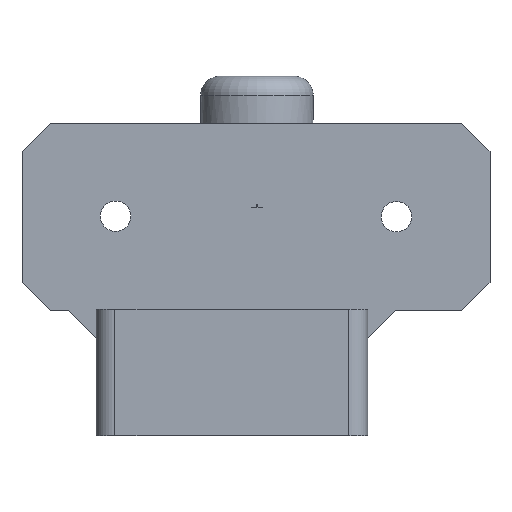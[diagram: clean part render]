
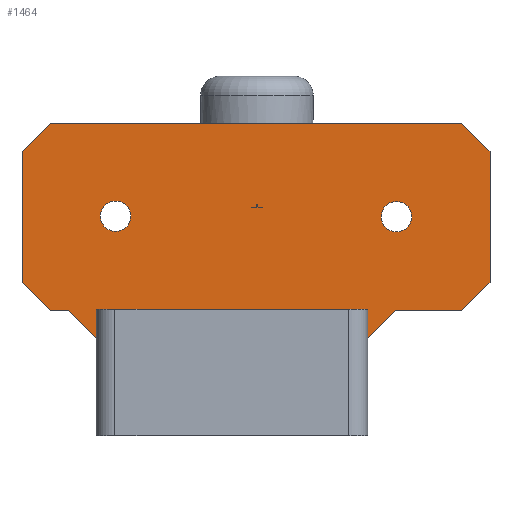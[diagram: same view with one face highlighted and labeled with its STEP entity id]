
A CAD part, left-side view. The second image highlights one B-rep face of the part: STEP entity #1464.
In plain terms, the highlighted planar face has unit normal (-1, 0, 0).
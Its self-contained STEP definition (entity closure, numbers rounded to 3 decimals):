
#22=FACE_BOUND('',#264,.T.);
#23=FACE_BOUND('',#265,.T.);
#87=CIRCLE('',#1601,1.625);
#88=CIRCLE('',#1602,1.625);
#174=FACE_OUTER_BOUND('',#263,.T.);
#263=EDGE_LOOP('',(#1246,#1247,#1248,#1249,#1250,#1251,#1252,#1253,#1254,
#1255,#1256,#1257,#1258,#1259,#1260,#1261,#1262,#1263,#1264));
#264=EDGE_LOOP('',(#1265));
#265=EDGE_LOOP('',(#1266));
#306=LINE('',#2111,#458);
#308=LINE('',#2116,#460);
#310=LINE('',#2120,#462);
#312=LINE('',#2124,#464);
#314=LINE('',#2128,#466);
#316=LINE('',#2132,#468);
#338=LINE('',#2191,#490);
#341=LINE('',#2196,#493);
#343=LINE('',#2200,#495);
#345=LINE('',#2204,#497);
#347=LINE('',#2208,#499);
#348=LINE('',#2212,#500);
#369=LINE('',#2261,#521);
#374=LINE('',#2276,#526);
#404=LINE('',#2376,#556);
#406=LINE('',#2380,#558);
#425=LINE('',#2435,#577);
#426=LINE('',#2437,#578);
#427=LINE('',#2438,#579);
#458=VECTOR('',#1671,10.);
#460=VECTOR('',#1677,10.);
#462=VECTOR('',#1681,10.);
#464=VECTOR('',#1685,10.);
#466=VECTOR('',#1689,10.);
#468=VECTOR('',#1693,10.);
#490=VECTOR('',#1735,10.);
#493=VECTOR('',#1740,10.);
#495=VECTOR('',#1744,10.);
#497=VECTOR('',#1748,10.);
#499=VECTOR('',#1752,10.);
#500=VECTOR('',#1757,10.);
#521=VECTOR('',#1798,10.);
#526=VECTOR('',#1815,10.);
#556=VECTOR('',#1909,10.);
#558=VECTOR('',#1913,10.);
#577=VECTOR('',#1984,10.);
#578=VECTOR('',#1987,10.);
#579=VECTOR('',#1988,10.);
#606=VERTEX_POINT('',#2108);
#607=VERTEX_POINT('',#2110);
#608=VERTEX_POINT('',#2114);
#609=VERTEX_POINT('',#2118);
#610=VERTEX_POINT('',#2122);
#611=VERTEX_POINT('',#2126);
#612=VERTEX_POINT('',#2130);
#630=VERTEX_POINT('',#2188);
#631=VERTEX_POINT('',#2190);
#632=VERTEX_POINT('',#2194);
#633=VERTEX_POINT('',#2198);
#634=VERTEX_POINT('',#2202);
#635=VERTEX_POINT('',#2206);
#636=VERTEX_POINT('',#2210);
#654=VERTEX_POINT('',#2259);
#658=VERTEX_POINT('',#2275);
#695=VERTEX_POINT('',#2373);
#696=VERTEX_POINT('',#2375);
#708=VERTEX_POINT('',#2439);
#709=VERTEX_POINT('',#2441);
#743=EDGE_CURVE('',#606,#607,#306,.T.);
#746=EDGE_CURVE('',#608,#606,#308,.T.);
#748=EDGE_CURVE('',#609,#608,#310,.T.);
#750=EDGE_CURVE('',#610,#609,#312,.T.);
#752=EDGE_CURVE('',#611,#610,#314,.T.);
#754=EDGE_CURVE('',#612,#611,#316,.T.);
#779=EDGE_CURVE('',#630,#631,#338,.T.);
#782=EDGE_CURVE('',#632,#630,#341,.T.);
#784=EDGE_CURVE('',#633,#632,#343,.T.);
#786=EDGE_CURVE('',#633,#634,#345,.T.);
#788=EDGE_CURVE('',#635,#634,#347,.T.);
#790=EDGE_CURVE('',#636,#635,#348,.T.);
#815=EDGE_CURVE('',#612,#654,#369,.T.);
#822=EDGE_CURVE('',#658,#631,#374,.T.);
#872=EDGE_CURVE('',#695,#696,#404,.T.);
#875=EDGE_CURVE('',#695,#696,#406,.T.);
#900=EDGE_CURVE('',#654,#658,#425,.T.);
#901=EDGE_CURVE('',#636,#696,#426,.T.);
#902=EDGE_CURVE('',#696,#607,#427,.T.);
#903=EDGE_CURVE('',#708,#708,#87,.T.);
#904=EDGE_CURVE('',#709,#709,#88,.T.);
#1246=ORIENTED_EDGE('',*,*,#815,.T.);
#1247=ORIENTED_EDGE('',*,*,#900,.T.);
#1248=ORIENTED_EDGE('',*,*,#822,.T.);
#1249=ORIENTED_EDGE('',*,*,#779,.F.);
#1250=ORIENTED_EDGE('',*,*,#782,.F.);
#1251=ORIENTED_EDGE('',*,*,#784,.F.);
#1252=ORIENTED_EDGE('',*,*,#786,.T.);
#1253=ORIENTED_EDGE('',*,*,#788,.F.);
#1254=ORIENTED_EDGE('',*,*,#790,.F.);
#1255=ORIENTED_EDGE('',*,*,#901,.T.);
#1256=ORIENTED_EDGE('',*,*,#872,.F.);
#1257=ORIENTED_EDGE('',*,*,#875,.T.);
#1258=ORIENTED_EDGE('',*,*,#902,.T.);
#1259=ORIENTED_EDGE('',*,*,#743,.F.);
#1260=ORIENTED_EDGE('',*,*,#746,.F.);
#1261=ORIENTED_EDGE('',*,*,#748,.F.);
#1262=ORIENTED_EDGE('',*,*,#750,.F.);
#1263=ORIENTED_EDGE('',*,*,#752,.F.);
#1264=ORIENTED_EDGE('',*,*,#754,.F.);
#1265=ORIENTED_EDGE('',*,*,#903,.F.);
#1266=ORIENTED_EDGE('',*,*,#904,.F.);
#1389=PLANE('',#1600);
#1464=ADVANCED_FACE('',(#174,#22,#23),#1389,.F.);
#1600=AXIS2_PLACEMENT_3D('',#2436,#1985,#1986);
#1601=AXIS2_PLACEMENT_3D('',#2440,#1989,#1990);
#1602=AXIS2_PLACEMENT_3D('',#2442,#1991,#1992);
#1671=DIRECTION('',(0.,-1.,0.));
#1677=DIRECTION('',(0.,-0.707,0.707));
#1681=DIRECTION('',(0.,0.,1.));
#1685=DIRECTION('',(0.,0.707,0.707));
#1689=DIRECTION('',(0.,1.,0.));
#1693=DIRECTION('',(0.,0.707,0.707));
#1735=DIRECTION('',(0.,0.707,-0.707));
#1740=DIRECTION('',(0.,1.,0.));
#1744=DIRECTION('',(0.,0.707,-0.707));
#1748=DIRECTION('',(0.,0.,1.));
#1752=DIRECTION('',(0.,-0.707,-0.707));
#1757=DIRECTION('',(0.,-1.,0.));
#1798=DIRECTION('',(0.,0.,1.));
#1815=DIRECTION('',(0.,0.,-1.));
#1909=DIRECTION('',(0.,0.,1.));
#1913=DIRECTION('',(0.,0.,1.));
#1984=DIRECTION('',(0.,-1.,0.));
#1985=DIRECTION('center_axis',(1.,0.,0.));
#1986=DIRECTION('ref_axis',(0.,1.,0.));
#1987=DIRECTION('',(0.,1.,0.));
#1988=DIRECTION('',(0.,1.,0.));
#1989=DIRECTION('center_axis',(-1.,0.,0.));
#1990=DIRECTION('ref_axis',(0.,1.,0.));
#1991=DIRECTION('center_axis',(-1.,0.,0.));
#1992=DIRECTION('ref_axis',(0.,1.,0.));
#2108=CARTESIAN_POINT('',(5.,37.,20.));
#2110=CARTESIAN_POINT('',(5.,19.773,20.));
#2111=CARTESIAN_POINT('',(5.,40.,20.));
#2114=CARTESIAN_POINT('',(5.,40.,17.));
#2116=CARTESIAN_POINT('',(5.,34.75,22.25));
#2118=CARTESIAN_POINT('',(5.,40.,3.));
#2120=CARTESIAN_POINT('',(5.,40.,0.));
#2122=CARTESIAN_POINT('',(5.,37.,0.));
#2124=CARTESIAN_POINT('',(5.,34.75,-2.25));
#2126=CARTESIAN_POINT('',(5.,35.074,0.));
#2128=CARTESIAN_POINT('',(5.,0.,0.));
#2130=CARTESIAN_POINT('',(5.,32.074,-3.));
#2132=CARTESIAN_POINT('',(5.,31.805,-3.268));
#2188=CARTESIAN_POINT('',(5.,0.076,0.));
#2190=CARTESIAN_POINT('',(5.,3.076,-3.));
#2191=CARTESIAN_POINT('',(5.,2.057,-1.981));
#2194=CARTESIAN_POINT('',(5.,-7.,0.));
#2196=CARTESIAN_POINT('',(5.,0.,0.));
#2198=CARTESIAN_POINT('',(5.,-10.,3.));
#2200=CARTESIAN_POINT('',(5.,-4.75,-2.25));
#2202=CARTESIAN_POINT('',(5.,-10.,17.));
#2204=CARTESIAN_POINT('',(5.,-10.,0.));
#2206=CARTESIAN_POINT('',(5.,-7.,20.));
#2208=CARTESIAN_POINT('',(5.,-4.75,22.25));
#2210=CARTESIAN_POINT('',(5.,10.027,20.));
#2212=CARTESIAN_POINT('',(5.,40.,20.));
#2259=CARTESIAN_POINT('',(5.,32.074,0.1));
#2261=CARTESIAN_POINT('',(5.,32.074,-1.7));
#2275=CARTESIAN_POINT('',(5.,3.076,0.1));
#2276=CARTESIAN_POINT('',(5.,3.076,-1.7));
#2373=CARTESIAN_POINT('',(5.,14.9,11.));
#2375=CARTESIAN_POINT('',(5.,14.9,20.));
#2376=CARTESIAN_POINT('',(5.,14.9,11.));
#2380=CARTESIAN_POINT('',(5.,14.9,11.));
#2435=CARTESIAN_POINT('',(5.,16.287,0.1));
#2436=CARTESIAN_POINT('Origin',(5.,15.,10.));
#2437=CARTESIAN_POINT('',(5.,14.95,20.));
#2438=CARTESIAN_POINT('',(5.,14.95,20.));
#2439=CARTESIAN_POINT('',(5.,28.375,10.048));
#2440=CARTESIAN_POINT('Origin',(5.,30.,10.048));
#2441=CARTESIAN_POINT('',(5.,-1.625,10.));
#2442=CARTESIAN_POINT('Origin',(5.,0.,10.));
